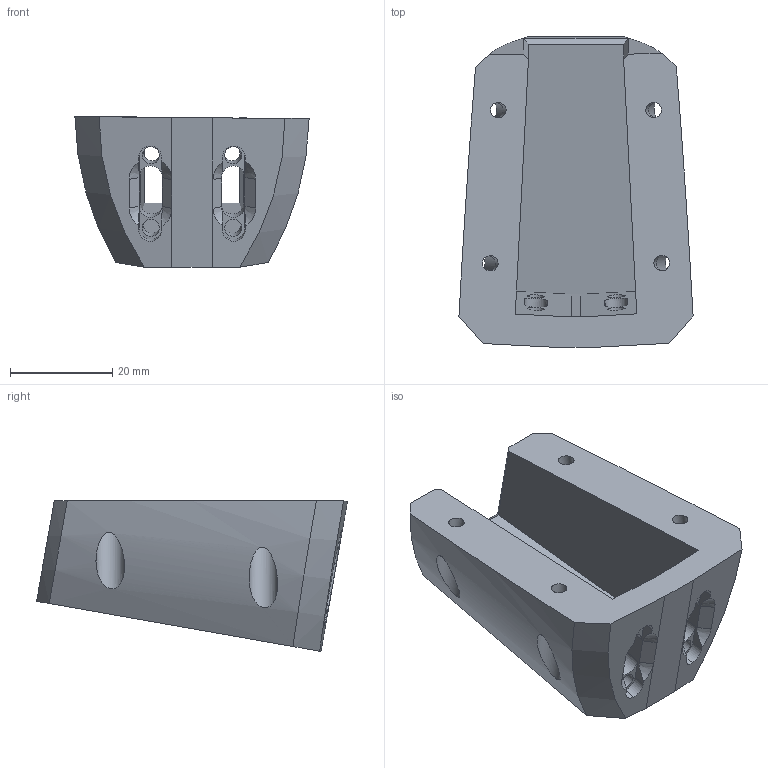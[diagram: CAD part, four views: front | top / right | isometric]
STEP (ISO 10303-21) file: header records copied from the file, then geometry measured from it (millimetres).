
FILE_DESCRIPTION(('HOOPS Exchange Step'),'2;1');
FILE_NAME('temp_export','2025-06-16T22:27:40+02:00',('luisschulte'),('Shapr3D Limited'),'HOOPS Exchange 2024.8','Shapr3D','Authorized');
FILE_SCHEMA( ('AP242_MANAGED_MODEL_BASED_3D_ENGINEERING_MIM_LF {1 0 10303 442 1 1 4}') );
Length unit declared in the file: millimetre
Products named in the file (1): root
Bounding box: 45.83 x 60.83 x 29.53 mm (x, y, z)
Volume: 26324.6 mm3; surface area: 11795.1 mm2
Topology: 1 solids, 1 shells, 69 faces, 214 edges, 146 vertices
Faces by surface type: plane 27, cylinder 26, cone 14, bspline 2
Full cylindrical faces by diameter (mm): 3 x4, 3.4 x4, 5.6 x4
Entity records: 3373 total; most frequent: CARTESIAN_POINT 1362, ORIENTED_EDGE 428, DIRECTION 402, EDGE_CURVE 214, VERTEX_POINT 146, AXIS2_PLACEMENT_3D 145, VECTOR 112, LINE 112
